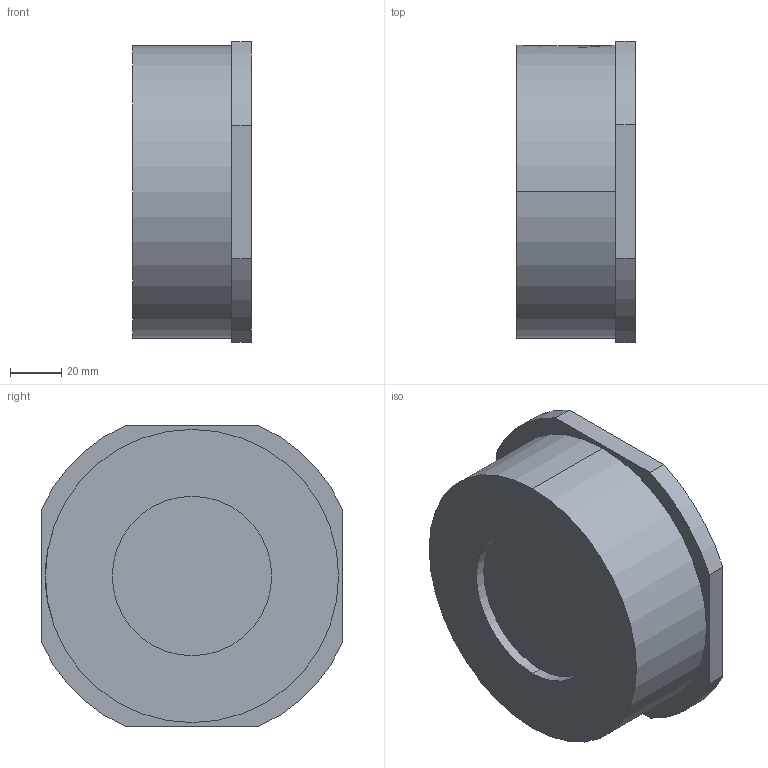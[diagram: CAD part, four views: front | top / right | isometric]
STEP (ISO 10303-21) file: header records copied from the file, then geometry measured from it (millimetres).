
FILE_DESCRIPTION (( 'STEP AP214' ), '1' );
FILE_NAME ('930-065.STEP', '2012-06-26T09:01:51', ( 'rals' ), ( 'Hewlett-Packard Company' ), 'SwSTEP 2.0', 'SolidWorks 2011', '' );
FILE_SCHEMA (( 'AUTOMOTIVE_DESIGN' ));
Length unit declared in the file: millimetre
Products named in the file (1): 930-065
Bounding box: 46 x 117 x 117 mm (x, y, z)
Volume: 463299.7 mm3; surface area: 42079 mm2
Topology: 1 solids, 1 shells, 100 faces, 264 edges, 176 vertices
Faces by surface type: plane 42, bspline 41, cylinder 17
Entity records: 9173 total; most frequent: CARTESIAN_POINT 7011, ORIENTED_EDGE 528, DIRECTION 295, EDGE_CURVE 264, VERTEX_POINT 176, B_SPLINE_CURVE_WITH_KNOTS 147, AXIS2_PLACEMENT_3D 118, EDGE_LOOP 110
